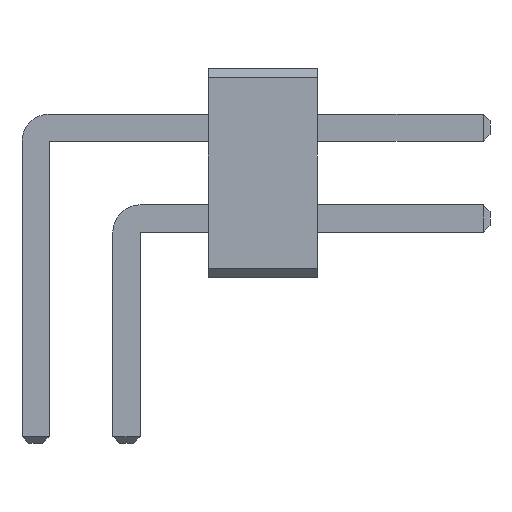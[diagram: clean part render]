
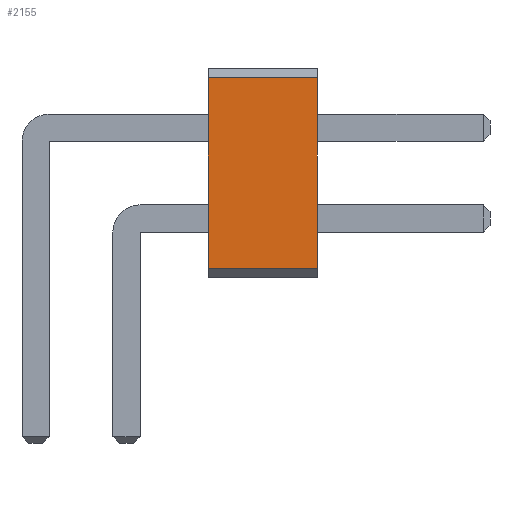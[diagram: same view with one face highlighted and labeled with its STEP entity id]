
A CAD part, front view. The second image highlights one B-rep face of the part: STEP entity #2155.
In plain terms, the highlighted planar face has unit normal (0, -1, 0).
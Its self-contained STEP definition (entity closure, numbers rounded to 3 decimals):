
#13=DIRECTION('',(0.,0.,1.));
#27=VECTOR('',#28,1.);
#28=DIRECTION('',(1.,0.,0.));
#57=DIRECTION('',(0.,-1.,0.));
#2142=VERTEX_POINT('',#2143);
#2143=CARTESIAN_POINT('',(3.1,-36.5,0.1));
#2146=EDGE_CURVE('',#2147,#2142,#2149,.T.);
#2147=VERTEX_POINT('',#2148);
#2148=CARTESIAN_POINT('',(1.9,-36.5,0.1));
#2149=LINE('',#2148,#27);
#2155=ADVANCED_FACE('',(#2156),#2173,.T.);
#2156=FACE_BOUND('',#2157,.T.);
#2157=EDGE_LOOP('',(#2158,#2159,#2165,#2170));
#2158=ORIENTED_EDGE('',*,*,#2146,.T.);
#2159=ORIENTED_EDGE('',*,*,#2160,.T.);
#2160=EDGE_CURVE('',#2142,#2161,#2163,.T.);
#2161=VERTEX_POINT('',#2162);
#2162=CARTESIAN_POINT('',(3.1,-36.5,2.2));
#2163=LINE('',#2143,#2164);
#2164=VECTOR('',#13,1.);
#2165=ORIENTED_EDGE('',*,*,#2166,.F.);
#2166=EDGE_CURVE('',#2167,#2161,#2169,.T.);
#2167=VERTEX_POINT('',#2168);
#2168=CARTESIAN_POINT('',(1.9,-36.5,2.2));
#2169=LINE('',#2168,#27);
#2170=ORIENTED_EDGE('',*,*,#2171,.F.);
#2171=EDGE_CURVE('',#2147,#2167,#2172,.T.);
#2172=LINE('',#2148,#2164);
#2173=PLANE('',#2174);
#2174=AXIS2_PLACEMENT_3D('',#2148,#57,#13);
